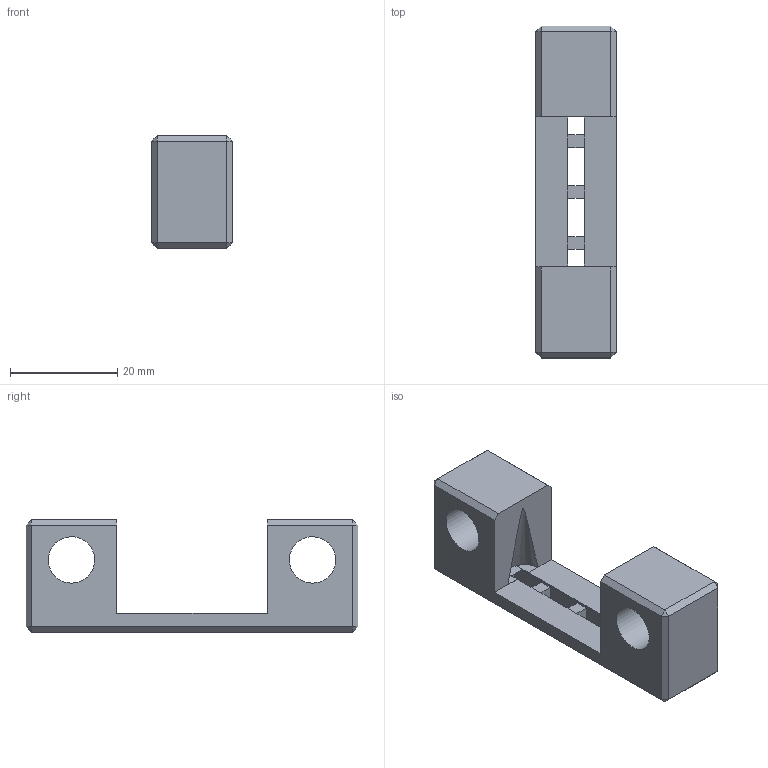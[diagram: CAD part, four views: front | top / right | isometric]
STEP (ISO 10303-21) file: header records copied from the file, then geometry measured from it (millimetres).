
FILE_DESCRIPTION(/* description */ (''),/* implementation_level */ '2;1');
FILE_NAME(/* name */ 'X endstop.step',/* time_stamp */ '2018-07-18T14:35:38+02:00',/* author */ ('boelle'),/* organization */ (''),/* preprocessor_version */ 'ST-DEVELOPER v17',/* originating_system */ 'Autodesk Translation Framework v7.1.0.215',/* authorisation */ '');
FILE_SCHEMA (('AUTOMOTIVE_DESIGN { 1 0 10303 214 3 1 1 }'));
Length unit declared in the file: millimetre
Products named in the file (1): X endstop
Bounding box: 15 x 61.96 x 21 mm (x, y, z)
Volume: 9312.2 mm3; surface area: 5691.6 mm2
Topology: 1 solids, 1 shells, 120 faces, 302 edges, 184 vertices
Faces by surface type: plane 116, cylinder 2, cone 2
Full cylindrical faces by diameter (mm): 8.659 x2
Entity records: 3538 total; most frequent: CARTESIAN_POINT 611, ORIENTED_EDGE 604, DIRECTION 560, EDGE_CURVE 302, LINE 282, VECTOR 282, VERTEX_POINT 184, AXIS2_PLACEMENT_3D 139
